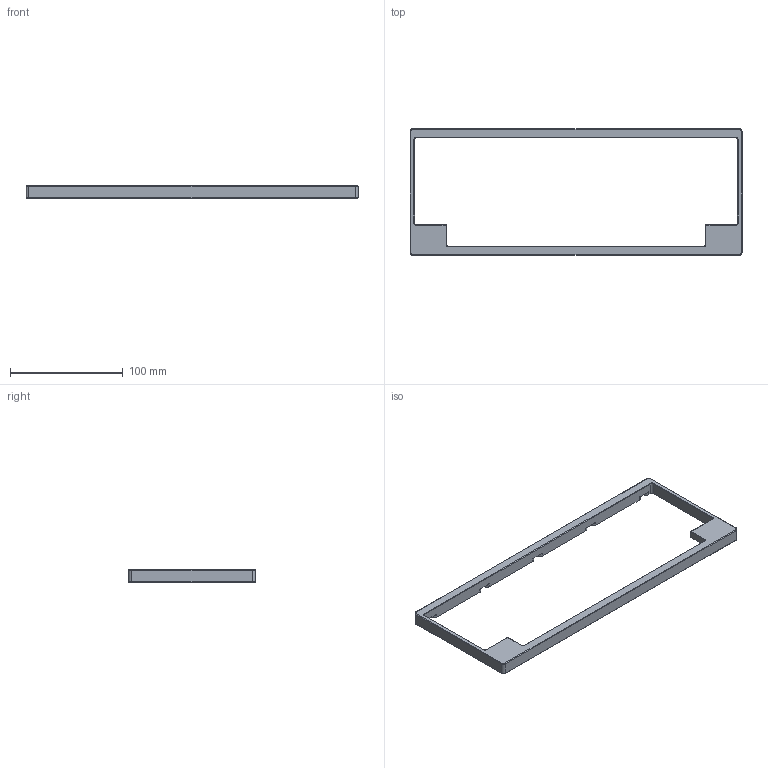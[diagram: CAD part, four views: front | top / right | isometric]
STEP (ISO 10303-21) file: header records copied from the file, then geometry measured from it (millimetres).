
FILE_DESCRIPTION(/* description */ ('','CAx-IF Rec.Pracs.---Representation and Presentation of Product Manufacturing Information (PMI)---4.0---2014-10-13'),/* implementation_level */ '2;1');
FILE_NAME(/* name */ 'Ijoken-proto-v1-top.step',/* time_stamp */ '2024-12-15T00:59:39+09:00',/* author */ (''),/* organization */ (''),/* preprocessor_version */ 'ST-DEVELOPER v20',/* originating_system */ 'Autodesk Translation Framework v13.20.0.188',/* authorisation */ '');
FILE_SCHEMA (('AP242_MANAGED_MODEL_BASED_3D_ENGINEERING_MIM_LF { 1 0 10303 442 1 1 4 }'));
Length unit declared in the file: millimetre
Products named in the file (2): Untitled; Top
Assembly tree (1 placements, depth 2):
  Untitled
    Top
Bounding box: 294.75 x 112.25 x 11 mm (x, y, z)
Volume: 65836.5 mm3; surface area: 30733.7 mm2
Topology: 1 solids, 1 shells, 132 faces, 341 edges, 209 vertices
Faces by surface type: cylinder 74, plane 25, cone 17, torus 14, bspline 2
Full cylindrical faces by diameter (mm): 1.6 x9, 2.1 x8
Entity records: 4038 total; most frequent: DIRECTION 750, CARTESIAN_POINT 714, ORIENTED_EDGE 644, EDGE_CURVE 322, AXIS2_PLACEMENT_3D 295, VERTEX_POINT 209, LINE 160, VECTOR 160
